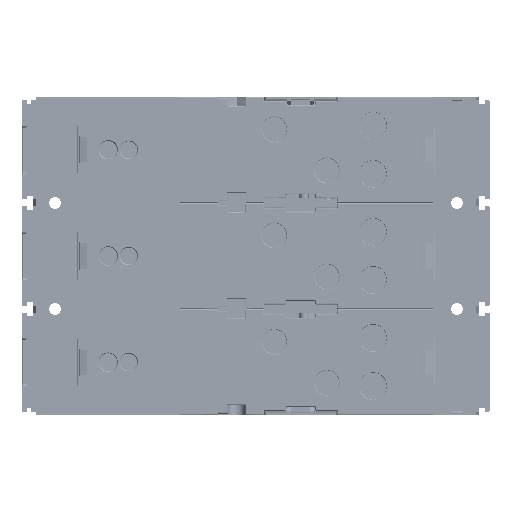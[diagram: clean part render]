
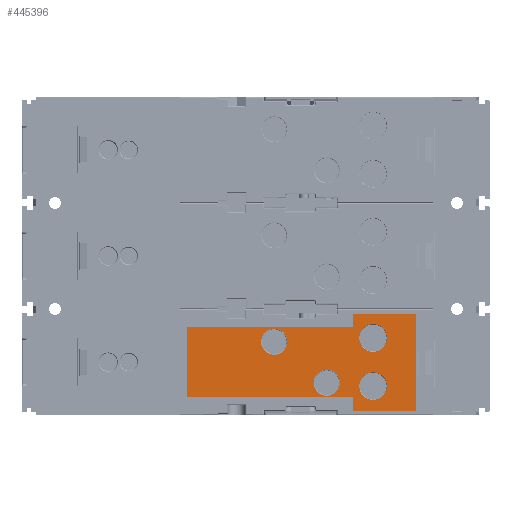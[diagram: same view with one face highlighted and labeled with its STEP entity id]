
A CAD part, front view. The second image highlights one B-rep face of the part: STEP entity #445396.
In plain terms, the highlighted planar face has unit normal (0, -1, 0).
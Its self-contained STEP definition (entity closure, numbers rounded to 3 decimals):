
#240679=DIRECTION('',(0.,0.,-1.));
#240680=VECTOR('',#240679,6.5);
#240681=CARTESIAN_POINT('',(50.45,-31.75,-93.));
#240682=LINE('',#240681,#240680);
#240683=CARTESIAN_POINT('',(22.5,-31.75,-108.75));
#240684=DIRECTION('',(0.,-1.,0.));
#240685=DIRECTION('',(1.,0.,0.));
#240686=AXIS2_PLACEMENT_3D('',#240683,#240684,#240685);
#240688=DIRECTION('',(0.,0.,1.));
#240689=VECTOR('',#240688,30.5);
#240690=CARTESIAN_POINT('',(-49.75,-31.75,-108.25));
#240691=LINE('',#240690,#240689);
#240692=CARTESIAN_POINT('',(22.5,-31.75,-77.25));
#240693=DIRECTION('',(0.,-1.,0.));
#240694=DIRECTION('',(0.,0.,-1.));
#240695=AXIS2_PLACEMENT_3D('',#240692,#240693,#240694);
#240697=DIRECTION('',(0.,0.,1.));
#240698=VECTOR('',#240697,5.5);
#240699=CARTESIAN_POINT('',(23.,-31.75,-77.25));
#240700=LINE('',#240699,#240698);
#240701=DIRECTION('',(1.,0.,0.));
#240702=VECTOR('',#240701,27.45);
#240703=CARTESIAN_POINT('',(23.,-31.75,-71.75));
#240704=LINE('',#240703,#240702);
#240705=DIRECTION('',(0.,0.,-1.));
#240706=VECTOR('',#240705,14.75);
#240707=CARTESIAN_POINT('',(50.45,-31.75,-71.75));
#240708=LINE('',#240707,#240706);
#240709=DIRECTION('',(0.,0.,-1.));
#240710=VECTOR('',#240709,6.5);
#240711=CARTESIAN_POINT('',(50.45,-31.75,-86.5));
#240712=LINE('',#240711,#240710);
#240713=CARTESIAN_POINT('',(11.5,-31.75,-102.));
#240714=DIRECTION('',(0.,-1.,0.));
#240715=DIRECTION('',(0.,0.,1.));
#240716=AXIS2_PLACEMENT_3D('',#240713,#240714,#240715);
#240718=CARTESIAN_POINT('',(11.5,-31.75,-102.));
#240719=DIRECTION('',(0.,-1.,0.));
#240720=DIRECTION('',(0.,0.,-1.));
#240721=AXIS2_PLACEMENT_3D('',#240718,#240719,#240720);
#240723=CARTESIAN_POINT('',(31.8,-31.75,-103.5));
#240724=DIRECTION('',(0.,-1.,0.));
#240725=DIRECTION('',(0.,0.,1.));
#240726=AXIS2_PLACEMENT_3D('',#240723,#240724,#240725);
#240728=CARTESIAN_POINT('',(31.8,-31.75,-103.5));
#240729=DIRECTION('',(0.,-1.,0.));
#240730=DIRECTION('',(0.,0.,-1.));
#240731=AXIS2_PLACEMENT_3D('',#240728,#240729,#240730);
#240733=CARTESIAN_POINT('',(31.8,-31.75,-82.4));
#240734=DIRECTION('',(0.,-1.,0.));
#240735=DIRECTION('',(0.,0.,-1.));
#240736=AXIS2_PLACEMENT_3D('',#240733,#240734,#240735);
#240738=CARTESIAN_POINT('',(31.8,-31.75,-82.4));
#240739=DIRECTION('',(0.,-1.,0.));
#240740=DIRECTION('',(0.,0.,1.));
#240741=AXIS2_PLACEMENT_3D('',#240738,#240739,#240740);
#240743=CARTESIAN_POINT('',(-11.5,-31.75,-84.));
#240744=DIRECTION('',(0.,-1.,0.));
#240745=DIRECTION('',(0.,0.,1.));
#240746=AXIS2_PLACEMENT_3D('',#240743,#240744,#240745);
#240748=CARTESIAN_POINT('',(-11.5,-31.75,-84.));
#240749=DIRECTION('',(0.,-1.,0.));
#240750=DIRECTION('',(0.,0.,-1.));
#240751=AXIS2_PLACEMENT_3D('',#240748,#240749,#240750);
#240798=DIRECTION('',(-1.,0.,0.));
#240799=VECTOR('',#240798,72.25);
#240800=CARTESIAN_POINT('',(22.5,-31.75,-77.75));
#240801=LINE('',#240800,#240799);
#241006=DIRECTION('',(0.,0.,1.));
#241007=VECTOR('',#241006,14.75);
#241008=CARTESIAN_POINT('',(50.45,-31.75,-114.25));
#241009=LINE('',#241008,#241007);
#241014=DIRECTION('',(1.,0.,0.));
#241015=VECTOR('',#241014,27.45);
#241016=CARTESIAN_POINT('',(23.,-31.75,-114.25));
#241017=LINE('',#241016,#241015);
#241022=DIRECTION('',(0.,0.,-1.));
#241023=VECTOR('',#241022,5.5);
#241024=CARTESIAN_POINT('',(23.,-31.75,-108.75));
#241025=LINE('',#241024,#241023);
#241038=DIRECTION('',(1.,0.,0.));
#241039=VECTOR('',#241038,72.25);
#241040=CARTESIAN_POINT('',(-49.75,-31.75,-108.25));
#241041=LINE('',#241040,#241039);
#302585=CARTESIAN_POINT('',(50.45,-31.75,-93.));
#302587=VERTEX_POINT('',#302585);
#304792=CARTESIAN_POINT('',(-49.75,-31.75,-108.25));
#304793=CARTESIAN_POINT('',(-49.75,-31.75,-77.75));
#304794=VERTEX_POINT('',#304792);
#304795=VERTEX_POINT('',#304793);
#304796=CARTESIAN_POINT('',(50.45,-31.75,
-99.5));
#304797=VERTEX_POINT('',#304796);
#304798=CARTESIAN_POINT('',(50.45,-31.75,-114.25));
#304799=VERTEX_POINT('',#304798);
#304800=CARTESIAN_POINT('',(23.,-31.75,-114.25));
#304801=VERTEX_POINT('',#304800);
#304802=CARTESIAN_POINT('',(23.,-31.75,-108.75));
#304803=VERTEX_POINT('',#304802);
#304804=CARTESIAN_POINT('',(22.5,-31.75,-108.25));
#304805=VERTEX_POINT('',#304804);
#304806=CARTESIAN_POINT('',(22.5,-31.75,-77.75));
#304807=VERTEX_POINT('',#304806);
#304808=CARTESIAN_POINT('',(23.,-31.75,-77.25));
#304809=VERTEX_POINT('',#304808);
#304810=CARTESIAN_POINT('',(23.,-31.75,-71.75));
#304811=VERTEX_POINT('',#304810);
#304812=CARTESIAN_POINT('',(50.45,-31.75,-71.75));
#304813=VERTEX_POINT('',#304812);
#304814=CARTESIAN_POINT('',(50.45,-31.75,-86.5));
#304815=VERTEX_POINT('',#304814);
#304816=CARTESIAN_POINT('',(31.8,-31.75,-97.45));
#304817=CARTESIAN_POINT('',(31.8,-31.75,-109.55));
#304818=VERTEX_POINT('',#304816);
#304819=VERTEX_POINT('',#304817);
#304820=CARTESIAN_POINT('',(31.8,-31.75,-88.45));
#304821=CARTESIAN_POINT('',(31.8,-31.75,-76.35));
#304822=VERTEX_POINT('',#304820);
#304823=VERTEX_POINT('',#304821);
#304825=CARTESIAN_POINT('',(11.5,-31.75,-107.75));
#304827=VERTEX_POINT('',#304825);
#304829=CARTESIAN_POINT('',(11.5,-31.75,-96.25));
#304831=VERTEX_POINT('',#304829);
#304833=CARTESIAN_POINT('',(-11.5,-31.75,-89.75));
#304835=VERTEX_POINT('',#304833);
#304837=CARTESIAN_POINT('',(-11.5,-31.75,-78.25));
#304839=VERTEX_POINT('',#304837);
#445340=CARTESIAN_POINT('',(-64.75,-31.75,-93.));
#445341=DIRECTION('',(0.,-1.,0.));
#445342=DIRECTION('',(1.,0.,0.));
#445343=AXIS2_PLACEMENT_3D('',#445340,#445341,#445342);
#445344=PLANE('',#445343);
#445346=ORIENTED_EDGE('',*,*,#445345,.T.);
#445348=ORIENTED_EDGE('',*,*,#445347,.F.);
#445350=ORIENTED_EDGE('',*,*,#445349,.F.);
#445352=ORIENTED_EDGE('',*,*,#445351,.F.);
#445354=ORIENTED_EDGE('',*,*,#445353,.T.);
#445356=ORIENTED_EDGE('',*,*,#445355,.F.);
#445357=ORIENTED_EDGE('',*,*,#445330,.T.);
#445359=ORIENTED_EDGE('',*,*,#445358,.F.);
#445361=ORIENTED_EDGE('',*,*,#445360,.T.);
#445363=ORIENTED_EDGE('',*,*,#445362,.T.);
#445365=ORIENTED_EDGE('',*,*,#445364,.T.);
#445367=ORIENTED_EDGE('',*,*,#445366,.T.);
#445369=ORIENTED_EDGE('',*,*,#445368,.T.);
#445370=EDGE_LOOP('',(#445346,#445348,#445350,#445352,#445354,#445356,#445357,
#445359,#445361,#445363,#445365,#445367,#445369));
#445371=FACE_OUTER_BOUND('',#445370,.F.);
#445373=ORIENTED_EDGE('',*,*,#445372,.T.);
#445375=ORIENTED_EDGE('',*,*,#445374,.T.);
#445376=EDGE_LOOP('',(#445373,#445375));
#445377=FACE_BOUND('',#445376,.F.);
#445379=ORIENTED_EDGE('',*,*,#445378,.T.);
#445381=ORIENTED_EDGE('',*,*,#445380,.T.);
#445382=EDGE_LOOP('',(#445379,#445381));
#445383=FACE_BOUND('',#445382,.F.);
#445385=ORIENTED_EDGE('',*,*,#445384,.T.);
#445387=ORIENTED_EDGE('',*,*,#445386,.T.);
#445388=EDGE_LOOP('',(#445385,#445387));
#445389=FACE_BOUND('',#445388,.F.);
#445391=ORIENTED_EDGE('',*,*,#445390,.T.);
#445393=ORIENTED_EDGE('',*,*,#445392,.T.);
#445394=EDGE_LOOP('',(#445391,#445393));
#445395=FACE_BOUND('',#445394,.F.);
#240687=CIRCLE('',#240686,0.5);
#240696=CIRCLE('',#240695,0.5);
#240717=CIRCLE('',#240716,5.75);
#240722=CIRCLE('',#240721,5.75);
#240727=CIRCLE('',#240726,6.05);
#240732=CIRCLE('',#240731,6.05);
#240737=CIRCLE('',#240736,6.05);
#240742=CIRCLE('',#240741,6.05);
#240747=CIRCLE('',#240746,5.75);
#240752=CIRCLE('',#240751,5.75);
#445330=EDGE_CURVE('',#304794,#304795,#240691,.T.);
#445345=EDGE_CURVE('',#302587,#304797,#240682,.T.);
#445347=EDGE_CURVE('',#304799,#304797,#241009,.T.);
#445349=EDGE_CURVE('',#304801,#304799,#241017,.T.);
#445351=EDGE_CURVE('',#304803,#304801,#241025,.T.);
#445353=EDGE_CURVE('',#304803,#304805,#240687,.T.);
#445355=EDGE_CURVE('',#304794,#304805,#241041,.T.);
#445358=EDGE_CURVE('',#304807,#304795,#240801,.T.);
#445360=EDGE_CURVE('',#304807,#304809,#240696,.T.);
#445362=EDGE_CURVE('',#304809,#304811,#240700,.T.);
#445364=EDGE_CURVE('',#304811,#304813,#240704,.T.);
#445366=EDGE_CURVE('',#304813,#304815,#240708,.T.);
#445368=EDGE_CURVE('',#304815,#302587,#240712,.T.);
#445372=EDGE_CURVE('',#304831,#304827,#240717,.T.);
#445374=EDGE_CURVE('',#304827,#304831,#240722,.T.);
#445378=EDGE_CURVE('',#304818,#304819,#240727,.T.);
#445380=EDGE_CURVE('',#304819,#304818,#240732,.T.);
#445384=EDGE_CURVE('',#304822,#304823,#240737,.T.);
#445386=EDGE_CURVE('',#304823,#304822,#240742,.T.);
#445390=EDGE_CURVE('',#304839,#304835,#240747,.T.);
#445392=EDGE_CURVE('',#304835,#304839,#240752,.T.);
#445396=ADVANCED_FACE('',(#445371,#445377,#445383,#445389,#445395),#445344,.T.);
